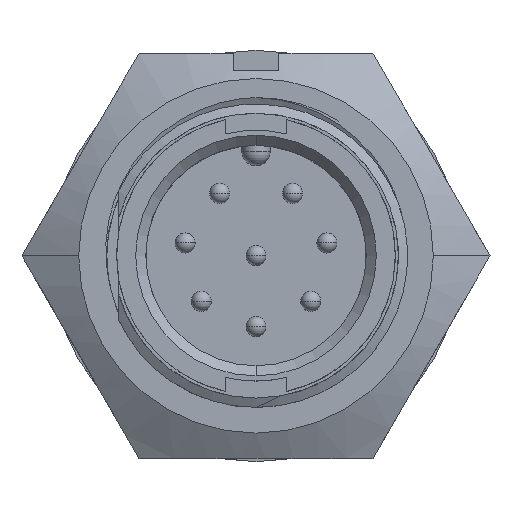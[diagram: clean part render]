
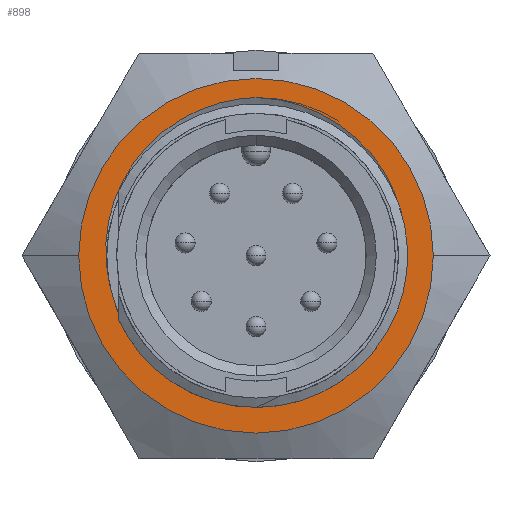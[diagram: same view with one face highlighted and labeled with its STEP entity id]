
A CAD part, top view. The second image highlights one B-rep face of the part: STEP entity #898.
In plain terms, the highlighted planar face has unit normal (0, 0, 1).
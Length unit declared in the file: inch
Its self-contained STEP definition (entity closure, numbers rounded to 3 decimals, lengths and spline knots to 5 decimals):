
#208 = CARTESIAN_POINT ( 'NONE',  ( 0.02246, 0.31119, -0.319 ) ) ;
#262 = CARTESIAN_POINT ( 'NONE',  ( 0.2943, 0.05334, -0.319 ) ) ;
#285 = CARTESIAN_POINT ( 'NONE',  ( -0.29331, -0.03584, -0.319 ) ) ;
#319 = CARTESIAN_POINT ( 'NONE',  ( -0.14941, 0.26946, -0.319 ) ) ;
#632 = VERTEX_POINT ( 'NONE', #9575 ) ;
#765 = ORIENTED_EDGE ( 'NONE', *, *, #2749, .F. ) ;
#776 = DIRECTION ( 'NONE',  ( 0., 0., -1. ) ) ;
#812 = EDGE_LOOP ( 'NONE', ( #2691, #12364, #4227 ) ) ;
#837 = CARTESIAN_POINT ( 'NONE',  ( 0., 0., -0.319 ) ) ;
#898 = ADVANCED_FACE ( 'NONE', ( #10699, #5529 ), #3651, .F. ) ;
#1190 = CARTESIAN_POINT ( 'NONE',  ( 0.0558, 0.30585, -0.319 ) ) ;
#1230 = CARTESIAN_POINT ( 'NONE',  ( 0.29654, -0.01383, -0.319 ) ) ;
#1257 = CARTESIAN_POINT ( 'NONE',  ( -0.29594, -0.01351, -0.319 ) ) ;
#1287 = CARTESIAN_POINT ( 'NONE',  ( 0.35, 0., -0.319 ) ) ;
#1303 = CARTESIAN_POINT ( 'NONE',  ( -0.0885, 0.29751, -0.319 ) ) ;
#1387 = AXIS2_PLACEMENT_3D ( 'NONE', #837, #7697, #1835 ) ;
#1467 = CARTESIAN_POINT ( 'NONE',  ( 0., 0.3125, -0.319 ) ) ;
#1835 = DIRECTION ( 'NONE',  ( -1., 0., 0. ) ) ;
#1853 = EDGE_CURVE ( 'NONE', #9397, #632, #6455, .T. ) ;
#2173 = CARTESIAN_POINT ( 'NONE',  ( 0.1092, 0.28976, -0.319 ) ) ;
#2220 = CARTESIAN_POINT ( 'NONE',  ( 0.28876, -0.05788, -0.319 ) ) ;
#2251 = CARTESIAN_POINT ( 'NONE',  ( -0.2967, 0.03127, -0.319 ) ) ;
#2288 = CARTESIAN_POINT ( 'NONE',  ( -0.02252, 0.3118, -0.319 ) ) ;
#2691 = ORIENTED_EDGE ( 'NONE', *, *, #3019, .T. ) ;
#2749 = EDGE_CURVE ( 'NONE', #4659, #4837, #4580, .T. ) ;
#3019 = EDGE_CURVE ( 'NONE', #9397, #4820, #12448, .T. ) ;
#3175 = CARTESIAN_POINT ( 'NONE',  ( 0.16807, 0.25734, -0.319 ) ) ;
#3241 = CARTESIAN_POINT ( 'NONE',  ( -0.28445, 0.09743, -0.319 ) ) ;
#3651 = PLANE ( 'NONE',  #5235 ) ;
#4005 = CARTESIAN_POINT ( 'NONE',  ( 0., 0., -0.319 ) ) ;
#4094 = CARTESIAN_POINT ( 'NONE',  ( 0.01126, 0.31215, -0.319 ) ) ;
#4096 = ORIENTED_EDGE ( 'NONE', *, *, #5090, .F. ) ;
#4172 = CARTESIAN_POINT ( 'NONE',  ( 0.21849, 0.2131, -0.319 ) ) ;
#4227 = ORIENTED_EDGE ( 'NONE', *, *, #1853, .F. ) ;
#4240 = CARTESIAN_POINT ( 'NONE',  ( -0.25809, 0.15867, -0.319 ) ) ;
#4544 = AXIS2_PLACEMENT_3D ( 'NONE', #6673, #776, #7638 ) ;
#4580 = CIRCLE ( 'NONE', #1387, 0.35 ) ;
#4659 = VERTEX_POINT ( 'NONE', #1287 ) ;
#4820 = VERTEX_POINT ( 'NONE', #1467 ) ;
#4837 = VERTEX_POINT ( 'NONE', #5398 ) ;
#4970 = DIRECTION ( 'NONE',  ( 1., 0., 0. ) ) ;
#5090 = EDGE_CURVE ( 'NONE', #4837, #4659, #5930, .T. ) ;
#5135 = CARTESIAN_POINT ( 'NONE',  ( 0.25816, 0.15857, -0.319 ) ) ;
#5203 = CARTESIAN_POINT ( 'NONE',  ( -0.21858, 0.21298, -0.319 ) ) ;
#5235 = AXIS2_PLACEMENT_3D ( 'NONE', #12483, #11787, #6900 ) ;
#5398 = CARTESIAN_POINT ( 'NONE',  ( -0.35, 0., -0.319 ) ) ;
#5529 = FACE_OUTER_BOUND ( 'NONE', #8640, .T. ) ;
#5930 = CIRCLE ( 'NONE', #4544, 0.35 ) ;
#6130 = CARTESIAN_POINT ( 'NONE',  ( 0.28463, 0.09675, -0.319 ) ) ;
#6189 = CARTESIAN_POINT ( 'NONE',  ( -0.16811, 0.25734, -0.319 ) ) ;
#6455 = CIRCLE ( 'NONE', #11918, 0.2945 ) ;
#6673 = CARTESIAN_POINT ( 'NONE',  ( 0., 0., -0.319 ) ) ;
#6900 = DIRECTION ( 'NONE',  ( -1., 0., 0. ) ) ;
#7073 = CARTESIAN_POINT ( 'NONE',  ( 0.04473, 0.30804, -0.319 ) ) ;
#7108 = CARTESIAN_POINT ( 'NONE',  ( 0.29673, 0.03074, -0.319 ) ) ;
#7142 = CARTESIAN_POINT ( 'NONE',  ( -0.28876, -0.05788, -0.319 ) ) ;
#7186 = CARTESIAN_POINT ( 'NONE',  ( -0.10971, 0.28953, -0.319 ) ) ;
#7389 = CARTESIAN_POINT ( 'NONE',  ( -0.28876, -0.05788, -0.319 ) ) ;
#7638 = DIRECTION ( 'NONE',  ( -1., 0., 0. ) ) ;
#7697 = DIRECTION ( 'NONE',  ( 0., 0., -1. ) ) ;
#8045 = CARTESIAN_POINT ( 'NONE',  ( 0.08828, 0.29757, -0.319 ) ) ;
#8087 = CARTESIAN_POINT ( 'NONE',  ( 0.29395, -0.03594, -0.319 ) ) ;
#8110 = CARTESIAN_POINT ( 'NONE',  ( -0.2966, -0.00224, -0.319 ) ) ;
#8146 = CARTESIAN_POINT ( 'NONE',  ( -0.04496, 0.30862, -0.319 ) ) ;
#8640 = EDGE_LOOP ( 'NONE', ( #4096, #765 ) ) ;
#9023 = CARTESIAN_POINT ( 'NONE',  ( 0.14943, 0.26947, -0.319 ) ) ;
#9085 = CARTESIAN_POINT ( 'NONE',  ( -0.2943, 0.05346, -0.319 ) ) ;
#9131 = CARTESIAN_POINT ( 'NONE',  ( 0., 0.3125, -0.319 ) ) ;
#9397 = VERTEX_POINT ( 'NONE', #7389 ) ;
#9575 = CARTESIAN_POINT ( 'NONE',  ( 0.28876, -0.05788, -0.319 ) ) ;
#9983 = CARTESIAN_POINT ( 'NONE',  ( 0.20255, 0.22923, -0.319 ) ) ;
#10052 = CARTESIAN_POINT ( 'NONE',  ( -0.27717, 0.11846, -0.319 ) ) ;
#10699 = FACE_BOUND ( 'NONE', #812, .T. ) ;
#10723 = EDGE_CURVE ( 'NONE', #4820, #632, #12346, .T. ) ;
#10785 = DIRECTION ( 'NONE',  ( 0., 0., 1. ) ) ;
#10907 = CARTESIAN_POINT ( 'NONE',  ( 0., 0.3125, -0.319 ) ) ;
#10950 = CARTESIAN_POINT ( 'NONE',  ( 0.24626, 0.1778, -0.319 ) ) ;
#11005 = CARTESIAN_POINT ( 'NONE',  ( -0.24611, 0.178, -0.319 ) ) ;
#11787 = DIRECTION ( 'NONE',  ( 0., 0., -1. ) ) ;
#11918 = AXIS2_PLACEMENT_3D ( 'NONE', #4005, #10785, #4970 ) ;
#11924 = CARTESIAN_POINT ( 'NONE',  ( 0.27742, 0.11786, -0.319 ) ) ;
#11954 = CARTESIAN_POINT ( 'NONE',  ( -0.29136, -0.04691, -0.319 ) ) ;
#11997 = CARTESIAN_POINT ( 'NONE',  ( -0.20298, 0.22885, -0.319 ) ) ;
#12346 = B_SPLINE_CURVE_WITH_KNOTS ( 'NONE', 3,
 ( #10907, #4094, #208, #7073, #1190, #8045, #2173, #9023, #3175, #9983, #4172, #10950, #5135, #11924, #6130, #262, #7108, #1230, #8087, #2220 ),
 .UNSPECIFIED., .F., .F.,
 ( 4, 2, 2, 2, 2, 2, 2, 2, 2, 4 ),
 ( 0., 0.00086, 0.00171, 0.00343, 0.00514, 0.00685, 0.00856, 0.01028, 0.01199, 0.0137 ),
 .UNSPECIFIED. ) ;
#12364 = ORIENTED_EDGE ( 'NONE', *, *, #10723, .T. ) ;
#12448 = B_SPLINE_CURVE_WITH_KNOTS ( 'NONE', 3,
 ( #7142, #11954, #285, #1257, #8110, #2251, #9085, #3241, #10052, #4240, #11005, #5203, #11997, #6189, #319, #7186, #1303, #8146, #2288, #9131 ),
 .UNSPECIFIED., .F., .F.,
 ( 4, 2, 2, 2, 2, 2, 2, 2, 2, 4 ),
 ( 0., 0.00086, 0.00171, 0.00343, 0.00514, 0.00685, 0.00856, 0.01028, 0.01199, 0.0137 ),
 .UNSPECIFIED. ) ;
#12483 = CARTESIAN_POINT ( 'NONE',  ( -0.23094, -0.4, -0.319 ) ) ;
